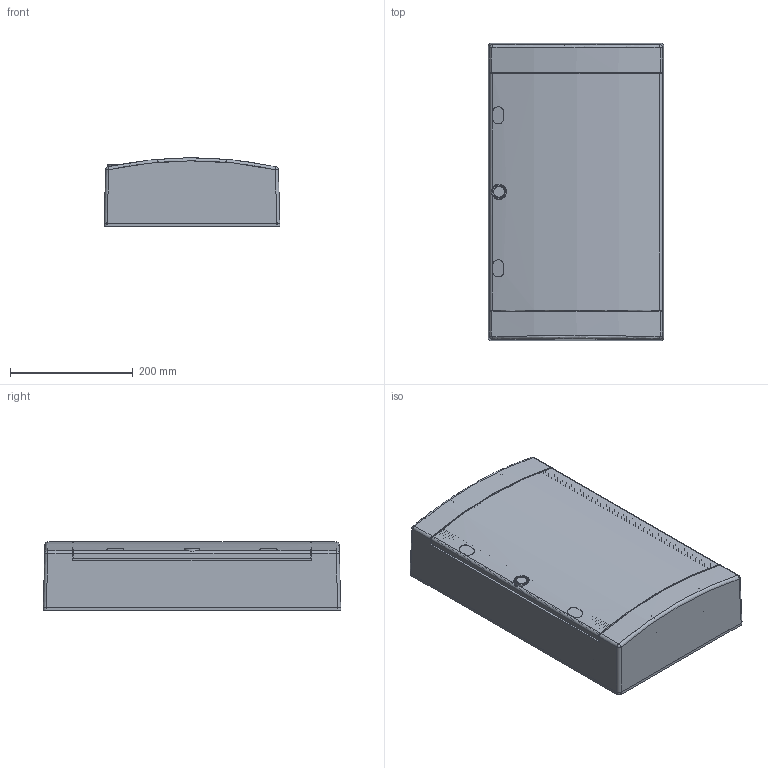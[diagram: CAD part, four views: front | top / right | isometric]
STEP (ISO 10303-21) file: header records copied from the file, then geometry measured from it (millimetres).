
FILE_DESCRIPTION (( 'STEP AP203' ), '1' );
FILE_NAME ('sklop troredne nazidne table.STEP', '2020-09-08T08:49:37', ( '' ), ( '' ), 'SwSTEP 2.0', 'SolidWorks 2019', '' );
FILE_SCHEMA (( 'CONFIG_CONTROL_DESIGN' ));
Length unit declared in the file: millimetre
Products named in the file (17): dno3; limena sina; Vrata troredne table; sklop troredne nazidne table; mesingana sabirnica_Striebel&John 2x9; poklopac sabirnice; telo sabirnice; mesingana sabirnica_6; Pan Head Cross Recess Screw_DIN_ISO 7045 - M4 x 8 - Z --- 8N; Odstojnik; Odstojnik_najduzi; SABIRNICA; sraf sabirnice; sraf za razvodne table; maska troredne nazidne table_konacni izgled
Assembly tree (48 placements, depth 4):
  sklop troredne nazidne table
    dno3
    maska troredne nazidne table_konacni izgled
    sraf za razvodne table  x4
    Vrata troredne table
    limena sina  x3
    Pan Head Cross Recess Screw_DIN_ISO 7045 - M4 x 8 - Z --- 8N  x6
    SABIRNICA
      telo sabirnice
      poklopac sabirnice
      mesingana sabirnica_6
        mesingana sabirnica_6
        sraf sabirnice  x5
      mesingana sabirnica_Striebel&John 2x9
        mesingana sabirnica_Striebel&John 2x9
        sraf sabirnice  x18
      Odstojnik
      Odstojnik_najduzi
Bounding box: 286.8 x 485.6 x 111.6 mm (x, y, z)
Volume: 1322549.8 mm3; surface area: 1327336.2 mm2
Topology: 45 solids, 45 shells, 5145 faces, 14002 edges, 9120 vertices
Faces by surface type: plane 3217, cylinder 1271, bspline 360, cone 174, torus 73, sphere 50
Full cylindrical faces by diameter (mm): 2.5 x6, 2.8 x2, 3 x6, 4 x31, 4.85 x23, 5 x6, 6 x29, 8 x6, 10 x12, 10.2 x4, 11 x4, 12 x4, 12.2 x4, 12.5 x4, 15 x4, 15.5 x4, 16.5 x2, 22 x4, 23.9 x1, 25 x4
Entity records: 149168 total; most frequent: CARTESIAN_POINT 45175, ORIENTED_EDGE 21944, DIRECTION 19682, EDGE_CURVE 10972, VECTOR 7810, LINE 7810, VERTEX_POINT 7277, AXIS2_PLACEMENT_3D 5936
